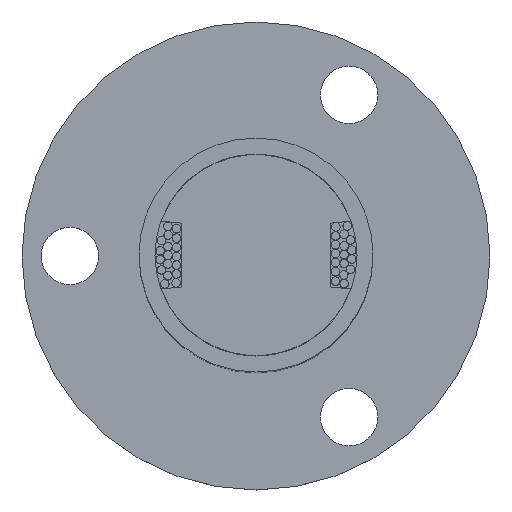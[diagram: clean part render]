
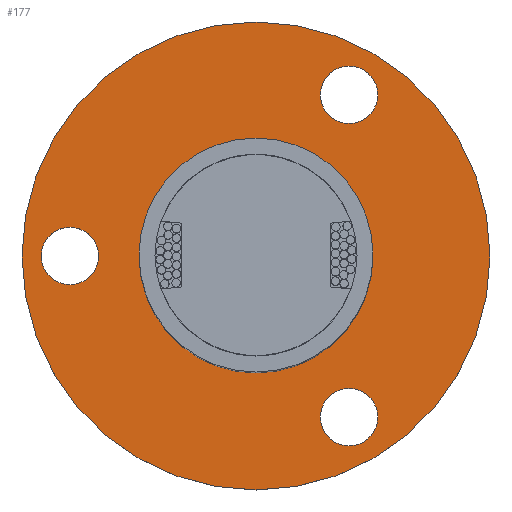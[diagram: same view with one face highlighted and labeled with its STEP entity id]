
A CAD part, top view. The second image highlights one B-rep face of the part: STEP entity #177.
In plain terms, the highlighted planar face has unit normal (0, 0, 1).
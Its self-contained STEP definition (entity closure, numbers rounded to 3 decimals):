
#177 = ADVANCED_FACE ( 'NONE', ( #2174, #2175, #2172, #2170, #2185 ), #4387, .F. ) ;
#669 = EDGE_CURVE ( 'NONE', #3668, #3667, #5615, .T. ) ;
#670 = EDGE_CURVE ( 'NONE', #3644, #3643, #5616, .T. ) ;
#671 = EDGE_CURVE ( 'NONE', #3652, #3651, #5617, .T. ) ;
#676 = EDGE_CURVE ( 'NONE', #3648, #3647, #5624, .T. ) ;
#677 = EDGE_CURVE ( 'NONE', #3665, #3666, #5626, .T. ) ;
#889 = CARTESIAN_POINT ( 'NONE',  ( 6.05, 15.155, 16.4 ) ) ;
#890 = CARTESIAN_POINT ( 'NONE',  ( 11.45, 15.155, 16.4 ) ) ;
#893 = CARTESIAN_POINT ( 'NONE',  ( 6.05, -15.155, 16.4 ) ) ;
#894 = CARTESIAN_POINT ( 'NONE',  ( 11.45, -15.155, 16.4 ) ) ;
#897 = CARTESIAN_POINT ( 'NONE',  ( -20.2, 0., 16.4 ) ) ;
#898 = CARTESIAN_POINT ( 'NONE',  ( -14.8, 0., 16.4 ) ) ;
#911 = CARTESIAN_POINT ( 'NONE',  ( 11., 0., 16.4 ) ) ;
#912 = CARTESIAN_POINT ( 'NONE',  ( -11., 0., 16.4 ) ) ;
#913 = CARTESIAN_POINT ( 'NONE',  ( -22., 0., 16.4 ) ) ;
#914 = CARTESIAN_POINT ( 'NONE',  ( 22., 0., 16.4 ) ) ;
#1159 = CARTESIAN_POINT ( 'NONE',  ( 8.75, 15.155, 16.4 ) ) ;
#1172 = DIRECTION ( 'NONE',  ( 0., 0., 1. ) ) ;
#1173 = DIRECTION ( 'NONE',  ( -1., 0., 0. ) ) ;
#1186 = CARTESIAN_POINT ( 'NONE',  ( 8.75, -15.155, 16.4 ) ) ;
#1189 = DIRECTION ( 'NONE',  ( 0., 0., 1. ) ) ;
#1190 = DIRECTION ( 'NONE',  ( -1., 0., 0. ) ) ;
#1193 = CARTESIAN_POINT ( 'NONE',  ( 0., 0., 16.4 ) ) ;
#1196 = CARTESIAN_POINT ( 'NONE',  ( -17.5, 0., 16.4 ) ) ;
#1199 = DIRECTION ( 'NONE',  ( 0., 0., 1. ) ) ;
#1200 = DIRECTION ( 'NONE',  ( -1., 0., 0. ) ) ;
#1204 = DIRECTION ( 'NONE',  ( 0., 0., -1. ) ) ;
#1205 = DIRECTION ( 'NONE',  ( -1., 0., 0. ) ) ;
#1241 = CARTESIAN_POINT ( 'NONE',  ( 0., 0., 16.4 ) ) ;
#1243 = DIRECTION ( 'NONE',  ( 0., 0., -1. ) ) ;
#1244 = DIRECTION ( 'NONE',  ( -1., 0., 0. ) ) ;
#2170 = FACE_BOUND ( 'NONE', #2610, .T. ) ;
#2172 = FACE_BOUND ( 'NONE', #2609, .T. ) ;
#2174 = FACE_BOUND ( 'NONE', #2567, .T. ) ;
#2175 = FACE_BOUND ( 'NONE', #2608, .T. ) ;
#2185 = FACE_OUTER_BOUND ( 'NONE', #2611, .T. ) ;
#2567 = EDGE_LOOP ( 'NONE', ( #6931, #6830 ) ) ;
#2608 = EDGE_LOOP ( 'NONE', ( #7026, #6963 ) ) ;
#2609 = EDGE_LOOP ( 'NONE', ( #6982, #7044 ) ) ;
#2610 = EDGE_LOOP ( 'NONE', ( #6663, #6989 ) ) ;
#2611 = EDGE_LOOP ( 'NONE', ( #6733, #6831 ) ) ;
#3643 = VERTEX_POINT ( 'NONE', #889 ) ;
#3644 = VERTEX_POINT ( 'NONE', #890 ) ;
#3647 = VERTEX_POINT ( 'NONE', #893 ) ;
#3648 = VERTEX_POINT ( 'NONE', #894 ) ;
#3651 = VERTEX_POINT ( 'NONE', #897 ) ;
#3652 = VERTEX_POINT ( 'NONE', #898 ) ;
#3665 = VERTEX_POINT ( 'NONE', #911 ) ;
#3666 = VERTEX_POINT ( 'NONE', #912 ) ;
#3667 = VERTEX_POINT ( 'NONE', #913 ) ;
#3668 = VERTEX_POINT ( 'NONE', #914 ) ;
#4209 = AXIS2_PLACEMENT_3D ( 'NONE', #4397, #4399, #4400 ) ;
#4387 = PLANE ( 'NONE',  #4209 ) ;
#4397 = CARTESIAN_POINT ( 'NONE',  ( 0., 0., 16.4 ) ) ;
#4399 = DIRECTION ( 'NONE',  ( 0., 0., -1. ) ) ;
#4400 = DIRECTION ( 'NONE',  ( -1., 0., 0. ) ) ;
#4962 = AXIS2_PLACEMENT_3D ( 'NONE', #5068, #5069, #5070 ) ;
#4963 = AXIS2_PLACEMENT_3D ( 'NONE', #5071, #5073, #5074 ) ;
#4965 = AXIS2_PLACEMENT_3D ( 'NONE', #5039, #5075, #5076 ) ;
#4969 = AXIS2_PLACEMENT_3D ( 'NONE', #5089, #5091, #5092 ) ;
#4971 = AXIS2_PLACEMENT_3D ( 'NONE', #5081, #5094, #5095 ) ;
#5039 = CARTESIAN_POINT ( 'NONE',  ( -17.5, 0., 16.4 ) ) ;
#5068 = CARTESIAN_POINT ( 'NONE',  ( 0., 0., 16.4 ) ) ;
#5069 = DIRECTION ( 'NONE',  ( 0., 0., -1. ) ) ;
#5070 = DIRECTION ( 'NONE',  ( -1., 0., 0. ) ) ;
#5071 = CARTESIAN_POINT ( 'NONE',  ( 8.75, 15.155, 16.4 ) ) ;
#5073 = DIRECTION ( 'NONE',  ( 0., 0., 1. ) ) ;
#5074 = DIRECTION ( 'NONE',  ( -1., 0., 0. ) ) ;
#5075 = DIRECTION ( 'NONE',  ( 0., 0., 1. ) ) ;
#5076 = DIRECTION ( 'NONE',  ( -1., 0., 0. ) ) ;
#5081 = CARTESIAN_POINT ( 'NONE',  ( 0., 0., 16.4 ) ) ;
#5089 = CARTESIAN_POINT ( 'NONE',  ( 8.75, -15.155, 16.4 ) ) ;
#5091 = DIRECTION ( 'NONE',  ( 0., 0., 1. ) ) ;
#5092 = DIRECTION ( 'NONE',  ( -1., 0., 0. ) ) ;
#5094 = DIRECTION ( 'NONE',  ( 0., 0., -1. ) ) ;
#5095 = DIRECTION ( 'NONE',  ( -1., 0., 0. ) ) ;
#5615 = CIRCLE ( 'NONE', #4962, 22. ) ;
#5616 = CIRCLE ( 'NONE', #4963, 2.7 ) ;
#5617 = CIRCLE ( 'NONE', #4965, 2.7 ) ;
#5624 = CIRCLE ( 'NONE', #4969, 2.7 ) ;
#5626 = CIRCLE ( 'NONE', #4971, 11. ) ;
#5963 = EDGE_CURVE ( 'NONE', #3643, #3644, #6171, .T. ) ;
#5974 = EDGE_CURVE ( 'NONE', #3647, #3648, #6179, .T. ) ;
#5982 = EDGE_CURVE ( 'NONE', #3651, #3652, #6185, .T. ) ;
#5986 = EDGE_CURVE ( 'NONE', #3666, #3665, #6188, .T. ) ;
#6016 = EDGE_CURVE ( 'NONE', #3667, #3668, #6213, .T. ) ;
#6171 = CIRCLE ( 'NONE', #6357, 2.7 ) ;
#6179 = CIRCLE ( 'NONE', #6362, 2.7 ) ;
#6185 = CIRCLE ( 'NONE', #6364, 2.7 ) ;
#6188 = CIRCLE ( 'NONE', #6365, 11. ) ;
#6213 = CIRCLE ( 'NONE', #6371, 22. ) ;
#6357 = AXIS2_PLACEMENT_3D ( 'NONE', #1159, #1172, #1173 ) ;
#6362 = AXIS2_PLACEMENT_3D ( 'NONE', #1186, #1189, #1190 ) ;
#6364 = AXIS2_PLACEMENT_3D ( 'NONE', #1196, #1199, #1200 ) ;
#6365 = AXIS2_PLACEMENT_3D ( 'NONE', #1193, #1204, #1205 ) ;
#6371 = AXIS2_PLACEMENT_3D ( 'NONE', #1241, #1243, #1244 ) ;
#6663 = ORIENTED_EDGE ( 'NONE', *, *, #5986, .T. ) ;
#6733 = ORIENTED_EDGE ( 'NONE', *, *, #6016, .F. ) ;
#6830 = ORIENTED_EDGE ( 'NONE', *, *, #670, .F. ) ;
#6831 = ORIENTED_EDGE ( 'NONE', *, *, #669, .F. ) ;
#6931 = ORIENTED_EDGE ( 'NONE', *, *, #5963, .F. ) ;
#6963 = ORIENTED_EDGE ( 'NONE', *, *, #676, .F. ) ;
#6982 = ORIENTED_EDGE ( 'NONE', *, *, #5982, .F. ) ;
#6989 = ORIENTED_EDGE ( 'NONE', *, *, #677, .T. ) ;
#7026 = ORIENTED_EDGE ( 'NONE', *, *, #5974, .F. ) ;
#7044 = ORIENTED_EDGE ( 'NONE', *, *, #671, .F. ) ;
